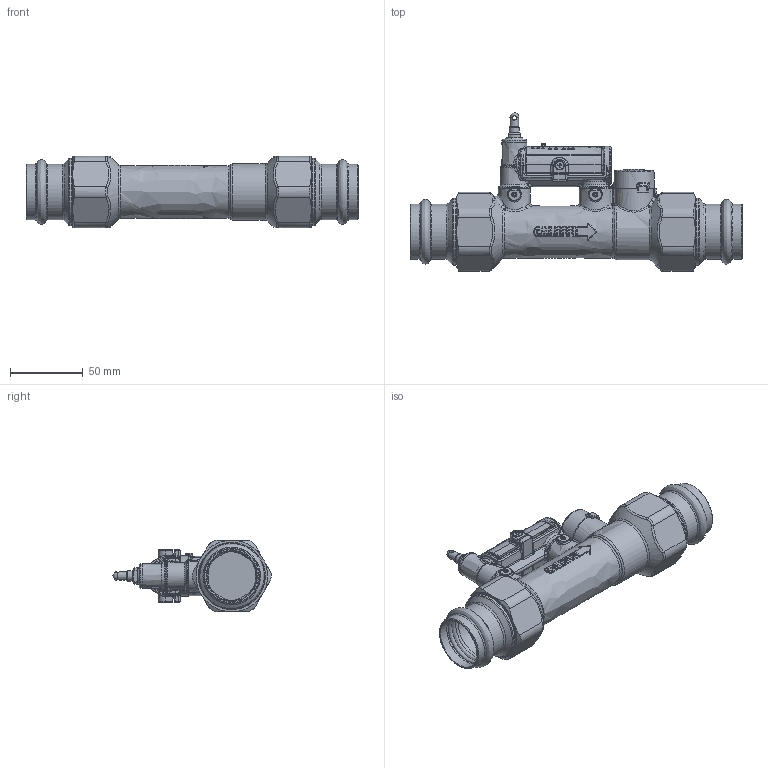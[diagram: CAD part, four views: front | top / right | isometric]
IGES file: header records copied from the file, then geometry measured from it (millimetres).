
Global section: file name: 132776A; native system: Autodesk Inventor 2025; preprocessor: unknown; author: Mike; date: 20250717.135249; units: inch
Bounding box: 227.5 x 108.59 x 48.8 mm (x, y, z)
Volume: 173188.6 mm3; surface area: 143282.8 mm2
Topology: 26 solids, 27 shells, 2773 faces, 6915 edges, 4206 vertices
Faces by surface type: bspline 2773
